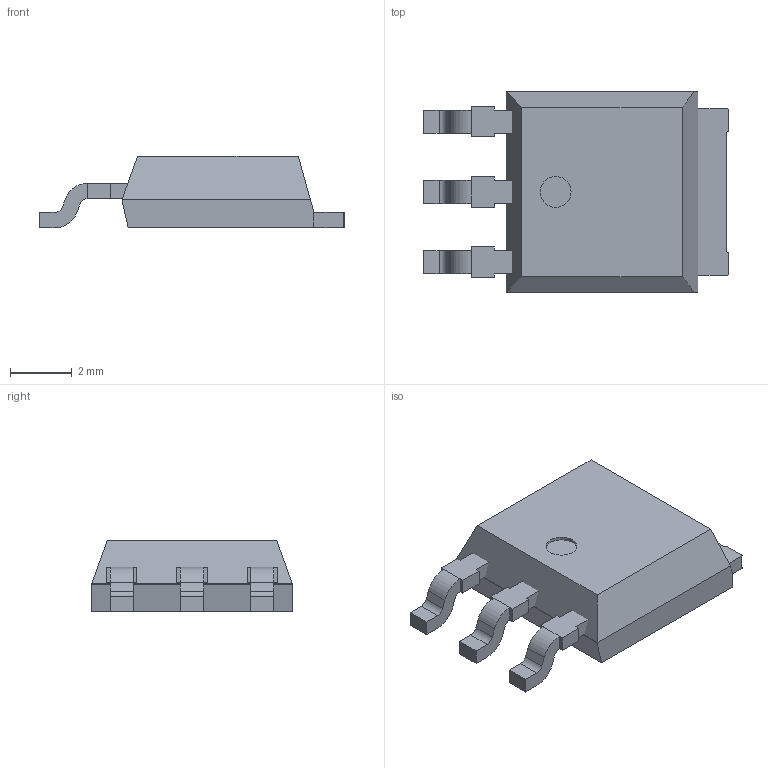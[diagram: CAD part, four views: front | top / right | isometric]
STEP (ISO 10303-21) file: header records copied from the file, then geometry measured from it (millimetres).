
FILE_DESCRIPTION(/* description */ ('model of TO-252-3_TabPin2'),/* implementation_level */ '2;1');
FILE_NAME(/* name */ 'TO-252-3_TabPin2.step',/* time_stamp */ '2023-01-24T23:51:12',/* author */ ('Ray Benitez',''),/* organization */ ('OCCT'),/* preprocessor_version */ '',/* originating_system */ 'KiCAD',/* authorisation */ '');
FILE_SCHEMA(('AUTOMOTIVE_DESIGN { 1 0 10303 214 1 1 1 1 }'));
Length unit declared in the file: millimetre
Products named in the file (8): CQ assembly; 98f8d7e0-9c39-11ed-93f0-dde97e994e83; 98f8d7e1-9c39-11ed-93f0-dde97e994e83; 98f8d7e1-9c39-11ed-93f0-dde97e994e83_part; 98f8d7e2-9c39-11ed-93f0-dde97e994e83; 98f8d7e2-9c39-11ed-93f0-dde97e994e83_part; 98f8d7e3-9c39-11ed-93f0-dde97e994e83; 98f8d7e3-9c39-11ed-93f0-dde97e994e83_part
Assembly tree (7 placements, depth 4):
  CQ assembly
    98f8d7e0-9c39-11ed-93f0-dde97e994e83
      98f8d7e1-9c39-11ed-93f0-dde97e994e83
        98f8d7e1-9c39-11ed-93f0-dde97e994e83_part
      98f8d7e2-9c39-11ed-93f0-dde97e994e83
        98f8d7e2-9c39-11ed-93f0-dde97e994e83_part
      98f8d7e3-9c39-11ed-93f0-dde97e994e83
        98f8d7e3-9c39-11ed-93f0-dde97e994e83_part
Bounding box: 9.9 x 6.5 x 2.32 mm (x, y, z)
Volume: 99.8 mm3; surface area: 217.3 mm2
Topology: 5 solids, 5 shells, 95 faces, 250 edges, 166 vertices
Faces by surface type: plane 78, cylinder 17
Full cylindrical faces by diameter (mm): 1 x1
Entity records: 3082 total; most frequent: CARTESIAN_POINT 519, DIRECTION 502, ORIENTED_EDGE 500, EDGE_CURVE 250, LINE 204, VECTOR 204, VERTEX_POINT 166, AXIS2_PLACEMENT_3D 149
